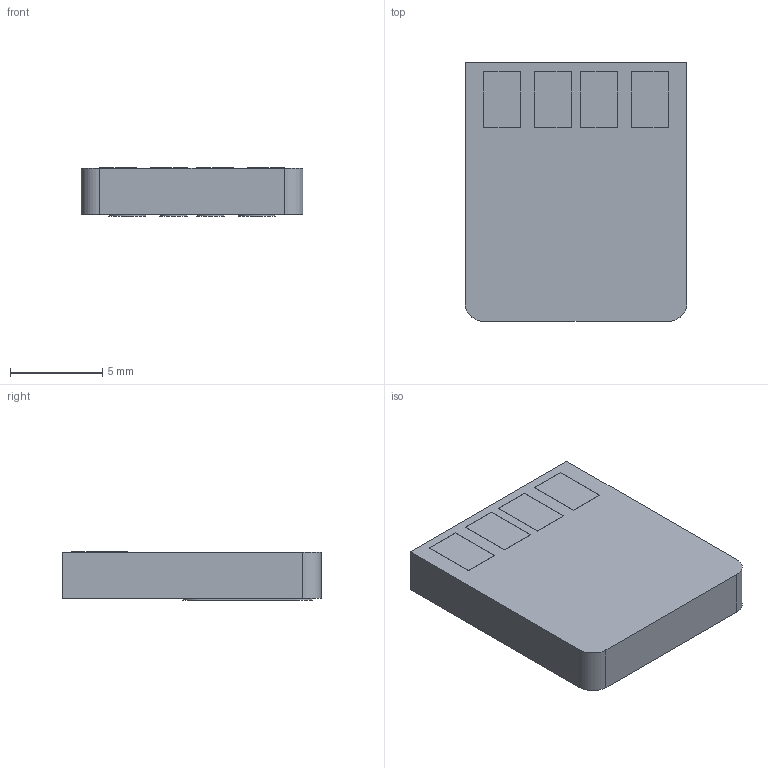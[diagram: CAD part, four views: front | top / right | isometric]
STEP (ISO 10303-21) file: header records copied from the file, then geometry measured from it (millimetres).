
FILE_DESCRIPTION (( 'STEP AP214' ), '1' );
FILE_NAME ('PC2100011 USB-A Plug_PCB_Rev.V1.STEP', '2025-03-06T09:19:45', ( '' ), ( '' ), 'SwSTEP 2.0', 'SolidWorks 2022', '' );
FILE_SCHEMA (( 'AUTOMOTIVE_DESIGN' ));
Length unit declared in the file: millimetre
Products named in the file (1): PC2100011 USB-A Plug_PCB_Rev.V1
Bounding box: 12 x 14 x 2.61 mm (x, y, z)
Volume: 423.4 mm3; surface area: 469.2 mm2
Topology: 1 solids, 1 shells, 48 faces, 114 edges, 76 vertices
Faces by surface type: plane 38, cylinder 10
Entity records: 1412 total; most frequent: CARTESIAN_POINT 239, DIRECTION 232, ORIENTED_EDGE 228, EDGE_CURVE 114, VECTOR 94, LINE 94, VERTEX_POINT 76, AXIS2_PLACEMENT_3D 69
